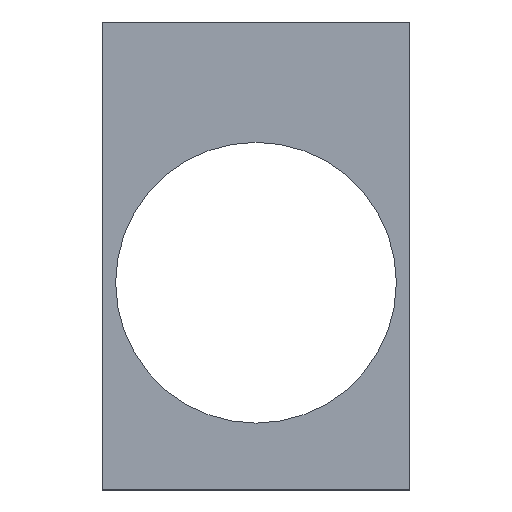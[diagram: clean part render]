
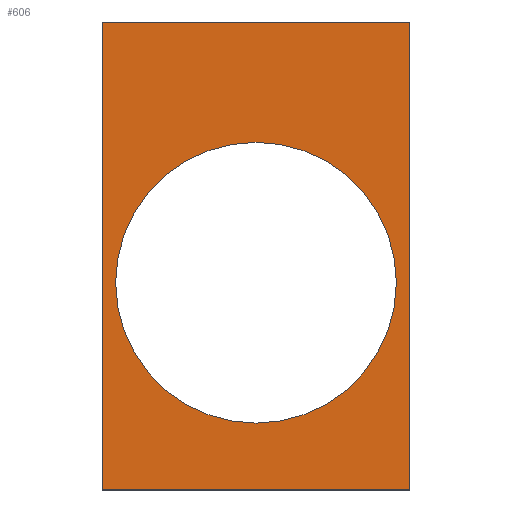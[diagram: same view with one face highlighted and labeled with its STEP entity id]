
A CAD part, top view. The second image highlights one B-rep face of the part: STEP entity #606.
In plain terms, the highlighted planar face has unit normal (0, 0, 1).
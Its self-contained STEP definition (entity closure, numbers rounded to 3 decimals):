
#16=FACE_BOUND('',#86,.T.);
#20=CIRCLE('',#650,10.49);
#51=FACE_OUTER_BOUND('',#85,.T.);
#85=EDGE_LOOP('',(#531,#532,#533,#534));
#86=EDGE_LOOP('',(#535));
#161=LINE('',#966,#240);
#164=LINE('',#971,#243);
#165=LINE('',#974,#244);
#166=LINE('',#975,#245);
#240=VECTOR('',#797,9.99);
#243=VECTOR('',#802,9.99);
#244=VECTOR('',#805,9.99);
#245=VECTOR('',#806,9.99);
#289=VERTEX_POINT('',#947);
#294=VERTEX_POINT('',#963);
#295=VERTEX_POINT('',#965);
#296=VERTEX_POINT('',#969);
#297=VERTEX_POINT('',#973);
#366=EDGE_CURVE('',#289,#289,#20,.T.);
#373=EDGE_CURVE('',#295,#294,#161,.T.);
#376=EDGE_CURVE('',#294,#296,#164,.T.);
#377=EDGE_CURVE('',#297,#295,#165,.T.);
#378=EDGE_CURVE('',#296,#297,#166,.T.);
#531=ORIENTED_EDGE('',*,*,#377,.T.);
#532=ORIENTED_EDGE('',*,*,#373,.T.);
#533=ORIENTED_EDGE('',*,*,#376,.T.);
#534=ORIENTED_EDGE('',*,*,#378,.T.);
#535=ORIENTED_EDGE('',*,*,#366,.T.);
#573=PLANE('',#656);
#606=ADVANCED_FACE('',(#51,#16),#573,.T.);
#650=AXIS2_PLACEMENT_3D('',#949,#781,#782);
#656=AXIS2_PLACEMENT_3D('',#972,#803,#804);
#781=DIRECTION('center_axis',(0.,0.,-1.));
#782=DIRECTION('ref_axis',(-1.,0.,0.));
#797=DIRECTION('',(0.,-1.,0.));
#802=DIRECTION('',(1.,0.,0.));
#803=DIRECTION('center_axis',(0.,0.,1.));
#804=DIRECTION('ref_axis',(0.,1.,0.));
#805=DIRECTION('',(-1.,0.,0.));
#806=DIRECTION('',(0.,1.,0.));
#947=CARTESIAN_POINT('',(50.001,15.52,10.));
#949=CARTESIAN_POINT('Origin',(39.512,15.52,10.));
#963=CARTESIAN_POINT('',(28.023,0.035,10.));
#965=CARTESIAN_POINT('',(28.023,35.,10.));
#966=CARTESIAN_POINT('',(28.023,17.518,10.));
#969=CARTESIAN_POINT('',(51.,0.035,10.));
#971=CARTESIAN_POINT('',(39.512,0.035,10.));
#972=CARTESIAN_POINT('Origin',(39.512,17.518,10.));
#973=CARTESIAN_POINT('',(51.,35.,10.));
#974=CARTESIAN_POINT('',(39.512,35.,10.));
#975=CARTESIAN_POINT('',(51.,17.518,10.));
